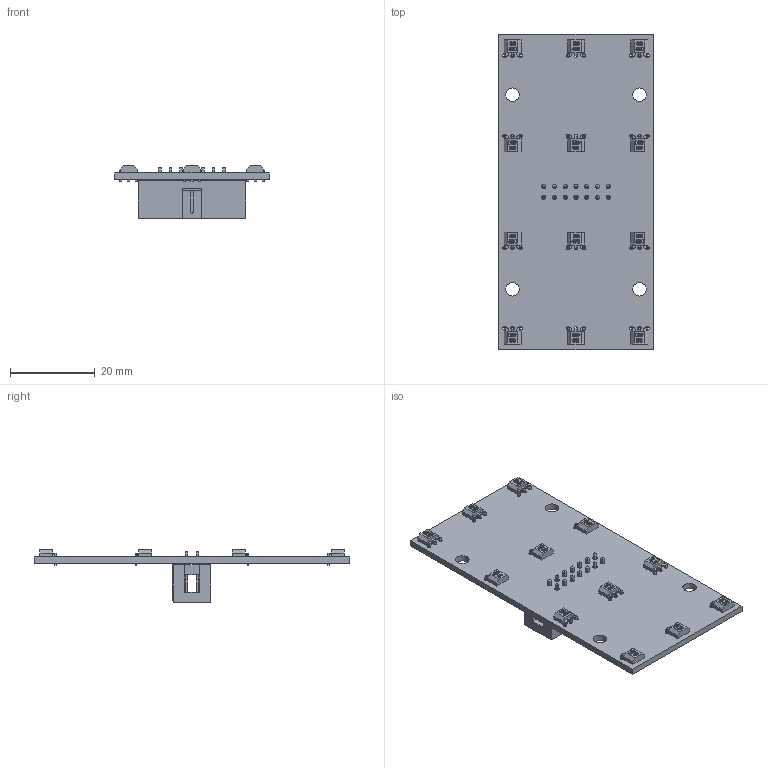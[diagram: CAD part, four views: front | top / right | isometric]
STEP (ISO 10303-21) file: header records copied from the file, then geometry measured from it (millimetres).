
FILE_DESCRIPTION(('KiCad electronic assembly'),'2;1');
FILE_NAME('Logic board magnetic sensor.step','2025-06-15T15:06:37',( 'Pcbnew'),('Kicad'),'Open CASCADE STEP processor 7.8', 'KiCad to STEP converter','Unknown');
FILE_SCHEMA(('AUTOMOTIVE_DESIGN { 1 0 10303 214 1 1 1 1 }'));
Length unit declared in the file: millimetre
Products named in the file (4): Logic board magnetic sensor 1; SS49E 90 degree bend; IDC-Header_2x07_P2.54mm_Vertical; Logic board magnetic sensor_PCB
Assembly tree (14 placements, depth 2):
  Logic board magnetic sensor 1
    SS49E 90 degree bend  x12
    IDC-Header_2x07_P2.54mm_Vertical
    Logic board magnetic sensor_PCB
Bounding box: 36.5 x 74.5 x 12.39 mm (x, y, z)
Volume: 5246.7 mm3; surface area: 8337.8 mm2
Topology: 14 solids, 14 shells, 1854 faces, 4874 edges, 3198 vertices
Faces by surface type: plane 1143, bspline 504, cylinder 207
Full cylindrical faces by diameter (mm): 0.8 x36, 1 x20, 3.2 x4
Entity records: 19406 total; most frequent: CARTESIAN_POINT 5069, ORIENTED_EDGE 2378, DIRECTION 2157, EDGE_CURVE 1189, LINE 949, VECTOR 949, VERTEX_POINT 756, FACE_BOUND 631
